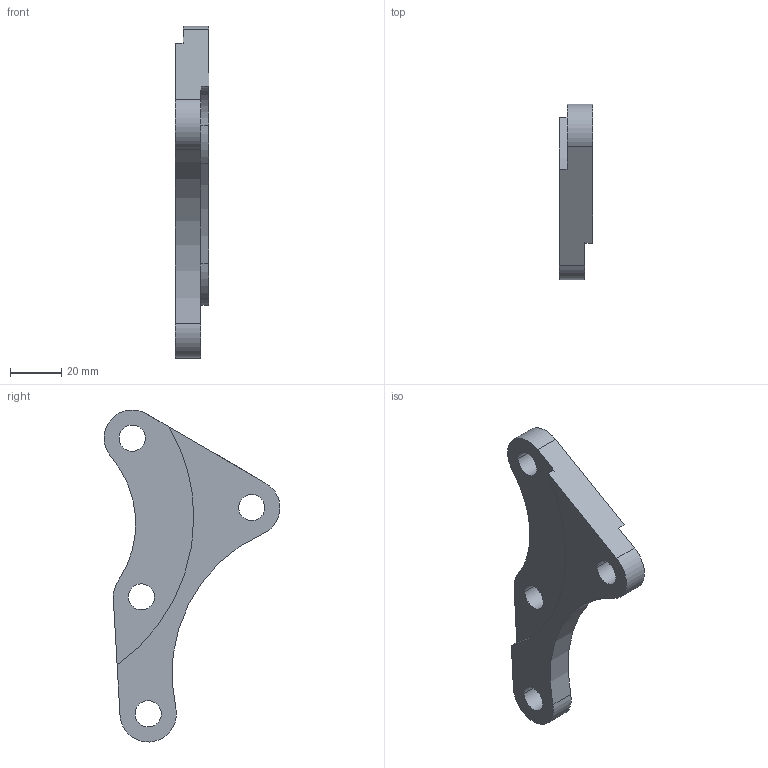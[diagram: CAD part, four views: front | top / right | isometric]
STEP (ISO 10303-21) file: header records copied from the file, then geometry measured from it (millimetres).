
FILE_DESCRIPTION(('CATIA V5 STEP Exchange'),'2;1');
FILE_NAME('Patte_frein.stp','2016-04-17T19:43:38+00:00',('none'),('none'),'CATIA Version 5 Release 20 GA (IN-10)','CATIA V5 STEP AP203','none');
FILE_SCHEMA(('CONFIG_CONTROL_DESIGN'));
Length unit declared in the file: millimetre
Products named in the file (1): Patte_frein
Bounding box: 13 x 68.56 x 129.48 mm (x, y, z)
Volume: 40637.9 mm3; surface area: 13226.1 mm2
Topology: 1 solids, 1 shells, 27 faces, 75 edges, 50 vertices
Faces by surface type: cylinder 21, plane 6
Entity records: 882 total; most frequent: ORIENTED_EDGE 150, CARTESIAN_POINT 148, DIRECTION 119, EDGE_CURVE 75, AXIS2_PLACEMENT_3D 65, VERTEX_POINT 50, CIRCLE 42, EDGE_LOOP 35
